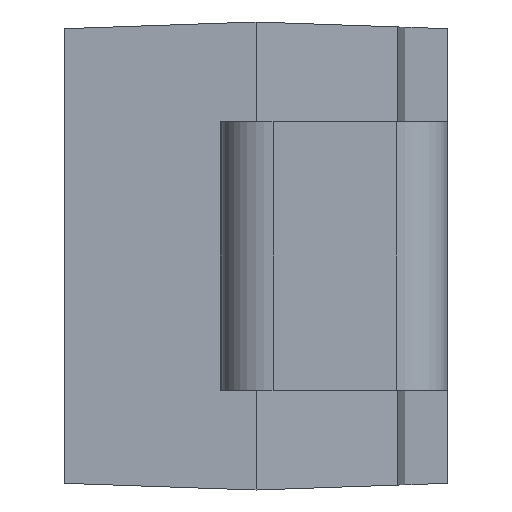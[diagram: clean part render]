
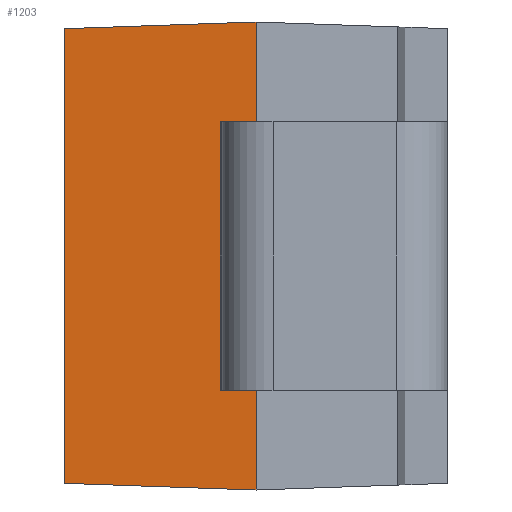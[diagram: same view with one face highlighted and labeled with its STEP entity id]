
A CAD part, left-side view. The second image highlights one B-rep face of the part: STEP entity #1203.
In plain terms, the highlighted planar face has unit normal (-0.999, 0.035, 0).
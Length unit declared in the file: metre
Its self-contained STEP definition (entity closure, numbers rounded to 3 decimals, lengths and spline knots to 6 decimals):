
#497 = EDGE_CURVE( '', #1460, #1461, #1462, .T. );
#513 = EDGE_CURVE( '', #1489, #1490, #1491, .T. );
#609 = EDGE_CURVE( '', #1663, #1569, #1664, .T. );
#621 = EDGE_CURVE( '', #1684, #1685, #1686, .T. );
#1059 = EDGE_CURVE( '', #1460, #1663, #2319, .T. );
#1203 = ADVANCED_FACE( '', ( #2497 ), #2498, .T. );
#1207 = EDGE_CURVE( '', #1490, #1685, #2502, .T. );
#1305 = EDGE_CURVE( '', #1461, #1684, #2617, .T. );
#1355 = EDGE_CURVE( '', #1489, #1569, #2675, .T. );
#1460 = VERTEX_POINT( '', #2781 );
#1461 = VERTEX_POINT( '', #2782 );
#1462 = LINE( '', #2783, #2784 );
#1489 = VERTEX_POINT( '', #2873 );
#1490 = VERTEX_POINT( '', #2874 );
#1491 = LINE( '', #2875, #2876 );
#1569 = VERTEX_POINT( '', #3037 );
#1663 = VERTEX_POINT( '', #3299 );
#1664 = LINE( '', #3300, #3301 );
#1684 = VERTEX_POINT( '', #3328 );
#1685 = VERTEX_POINT( '', #3329 );
#1686 = LINE( '', #3330, #3331 );
#2319 = LINE( '', #5619, #5620 );
#2497 = FACE_OUTER_BOUND( '', #6202, .T. );
#2498 = PLANE( '', #6203 );
#2502 = LINE( '', #6210, #6211 );
#2617 = LINE( '', #6663, #6664 );
#2675 = LINE( '', #6822, #6823 );
#2781 = CARTESIAN_POINT( '', ( -0.002335, 0.001143, -0.001357 ) );
#2782 = CARTESIAN_POINT( '', ( -0.002375, 0., -0.001397 ) );
#2783 = CARTESIAN_POINT( '', ( -0.002375, 0., -0.001397 ) );
#2784 = VECTOR( '', #7222, 1. );
#2873 = CARTESIAN_POINT( '', ( -0.002375, 0., 0.0008 ) );
#2874 = CARTESIAN_POINT( '', ( -0.002367, 0.000213, 0.0008 ) );
#2875 = CARTESIAN_POINT( '', ( -0.002367, 0.000213, 0.0008 ) );
#2876 = VECTOR( '', #7257, 1. );
#3037 = CARTESIAN_POINT( '', ( -0.002375, 0., 0.001397 ) );
#3299 = CARTESIAN_POINT( '', ( -0.002335, 0.001143, 0.001357 ) );
#3300 = CARTESIAN_POINT( '', ( -0.002375, 0., 0.001397 ) );
#3301 = VECTOR( '', #7396, 1. );
#3328 = CARTESIAN_POINT( '', ( -0.002375, 0., -0.0008 ) );
#3329 = CARTESIAN_POINT( '', ( -0.002367, 0.000213, -0.0008 ) );
#3330 = CARTESIAN_POINT( '', ( -0.002367, 0.000213, -0.0008 ) );
#3331 = VECTOR( '', #7416, 1. );
#5619 = CARTESIAN_POINT( '', ( -0.002335, 0.001143, -0.001397 ) );
#5620 = VECTOR( '', #8068, 1. );
#6202 = EDGE_LOOP( '', ( #8279, #8280, #8281, #8282, #8283, #8284, #8285, #8286 ) );
#6203 = AXIS2_PLACEMENT_3D( '', #8287, #8288, #8289 );
#6210 = CARTESIAN_POINT( '', ( -0.002367, 0.000213, 0.0008 ) );
#6211 = VECTOR( '', #8291, 1. );
#6663 = CARTESIAN_POINT( '', ( -0.002375, 0., -0.001397 ) );
#6664 = VECTOR( '', #8428, 1. );
#6822 = CARTESIAN_POINT( '', ( -0.002375, 0., -0.001397 ) );
#6823 = VECTOR( '', #8519, 1. );
#7222 = DIRECTION( '', ( -0.035, -0.999, -0.035 ) );
#7257 = DIRECTION( '', ( 0.035, 0.999, 0. ) );
#7396 = DIRECTION( '', ( -0.035, -0.999, 0.035 ) );
#7416 = DIRECTION( '', ( 0.035, 0.999, 0. ) );
#8068 = DIRECTION( '', ( 0., 0., 1. ) );
#8279 = ORIENTED_EDGE( '', *, *, #1207, .F. );
#8280 = ORIENTED_EDGE( '', *, *, #513, .F. );
#8281 = ORIENTED_EDGE( '', *, *, #1355, .T. );
#8282 = ORIENTED_EDGE( '', *, *, #609, .F. );
#8283 = ORIENTED_EDGE( '', *, *, #1059, .F. );
#8284 = ORIENTED_EDGE( '', *, *, #497, .T. );
#8285 = ORIENTED_EDGE( '', *, *, #1305, .T. );
#8286 = ORIENTED_EDGE( '', *, *, #621, .T. );
#8287 = CARTESIAN_POINT( '', ( -0.002375, 0., -0.001397 ) );
#8288 = DIRECTION( '', ( -0.999, 0.035, 0. ) );
#8289 = DIRECTION( '', ( 0., 0., 1. ) );
#8291 = DIRECTION( '', ( 0., 0., -1. ) );
#8428 = DIRECTION( '', ( 0., 0., 1. ) );
#8519 = DIRECTION( '', ( 0., 0., 1. ) );
